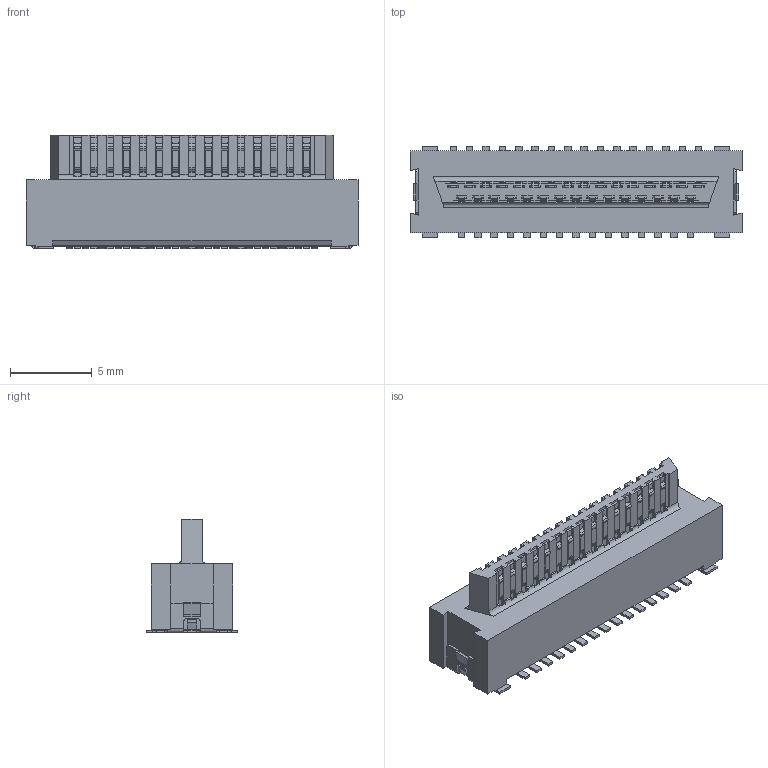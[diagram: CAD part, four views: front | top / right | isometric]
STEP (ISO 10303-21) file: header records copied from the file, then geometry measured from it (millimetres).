
FILE_DESCRIPTION( ('This file contains a STEP AP42 implementation' ,'as created by ZW3D STEP Interface translator.') ,'2;1' );
FILE_NAME( '3640-PXXX-042S1R01.stp' ,'23 330.1616 9', (''), ('ZWCAD Software Co.'), 'Version 1.0', 'ZW3D to STEP translator', '' );
FILE_SCHEMA(('AUTOMOTIVE_DESIGN { 1 0 10303 214 1 1 1 1 }'));
Length unit declared in the file: millimetre
Products named in the file (2): 0; 3640-P031-042S1R01
Bounding box: 20.3 x 5.6 x 6.97 mm (x, y, z)
Volume: 436.8 mm3; surface area: 796.2 mm2
Topology: 1 solids, 1 shells, 3011 faces, 7601 edges, 4554 vertices
Faces by surface type: plane 2345, cylinder 458, bspline 208
Entity records: 91142 total; most frequent: CARTESIAN_POINT 16889, ORIENTED_EDGE 15202, DIRECTION 13969, EDGE_CURVE 7601, VECTOR 6281, LINE 6281, VERTEX_POINT 4554, AXIS2_PLACEMENT_3D 3844
